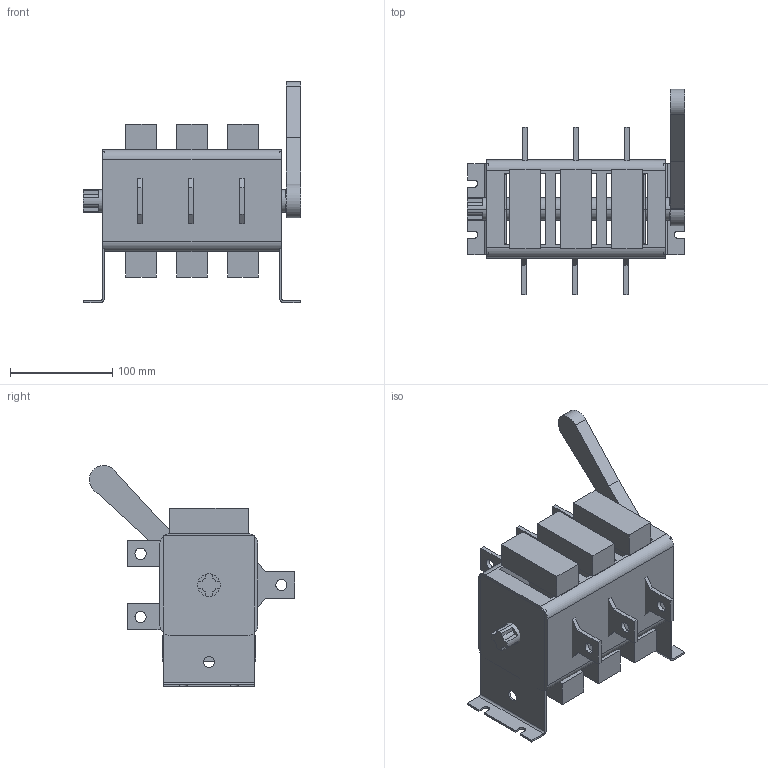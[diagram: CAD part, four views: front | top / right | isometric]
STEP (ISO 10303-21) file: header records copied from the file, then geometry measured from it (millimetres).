
FILE_DESCRIPTION (( 'STEP AP214' ), '1' );
FILE_NAME ('Âûêëþ÷àòåëü-ðàçúåäèíèòåëü ÂÐÓ32Ó_2íàïð_400À íåñúåì ðóê.STEP', '2018-06-22T08:29:40', ( '' ), ( '' ), 'SwSTEP 2.0', 'SolidWorks 2017', '' );
FILE_SCHEMA (( 'AUTOMOTIVE_DESIGN' ));
Length unit declared in the file: millimetre
Products named in the file (1): Âûêëþ÷àòåëü-ðàçúåäèíèòåëü ÂÐÓ32Ó_2íàïð_400À íåñúåì ðóê
Bounding box: 213 x 201.23 x 216.73 mm (x, y, z)
Volume: 1436493.6 mm3; surface area: 333971.5 mm2
Topology: 20 solids, 20 shells, 277 faces, 711 edges, 474 vertices
Faces by surface type: plane 218, cylinder 59
Entity records: 10363 total; most frequent: CARTESIAN_POINT 1463, ORIENTED_EDGE 1422, DIRECTION 1413, EDGE_CURVE 711, VECTOR 565, LINE 565, VERTEX_POINT 474, AXIS2_PLACEMENT_3D 424
